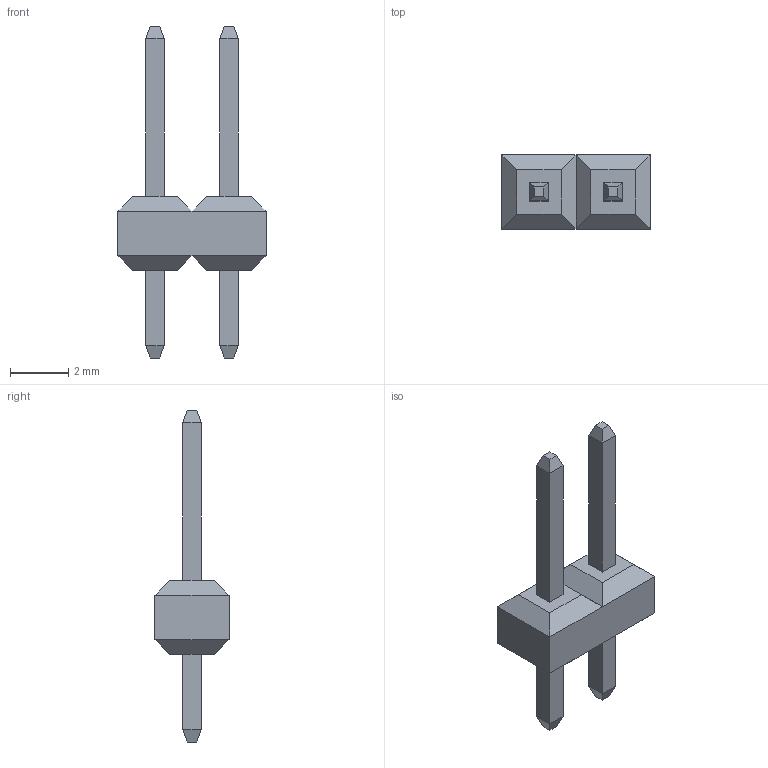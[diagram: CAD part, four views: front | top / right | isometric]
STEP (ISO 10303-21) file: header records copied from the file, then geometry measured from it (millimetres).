
FILE_DESCRIPTION(/* description */ (''),/* implementation_level */ '2;1');
FILE_NAME(/* name */ 'header_straight_1605093157308.stp',/* time_stamp */ '2020-11-11T11:12:41+00:00',/* author */ (''),/* organization */ (''),/* preprocessor_version */ 'ST-DEVELOPER v18.1',/* originating_system */ 'ASM',/* authorisation */ '');
FILE_SCHEMA (('AUTOMOTIVE_DESIGN { 1 0 10303 214 3 1 1 }'));
Length unit declared in the file: millimetre
Products named in the file (1): header_straight_1605093157308
Bounding box: 5.08 x 2.54 x 11.38 mm (x, y, z)
Volume: 35.2 mm3; surface area: 99 mm2
Topology: 1 solids, 1 shells, 60 faces, 130 edges, 76 vertices
Faces by surface type: plane 60
Entity records: 1615 total; most frequent: CARTESIAN_POINT 267, ORIENTED_EDGE 260, DIRECTION 252, LINE 130, VECTOR 130, EDGE_CURVE 130, VERTEX_POINT 76, EDGE_LOOP 64
